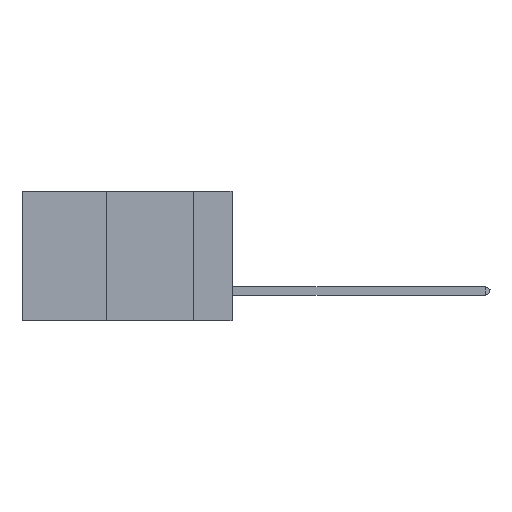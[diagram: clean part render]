
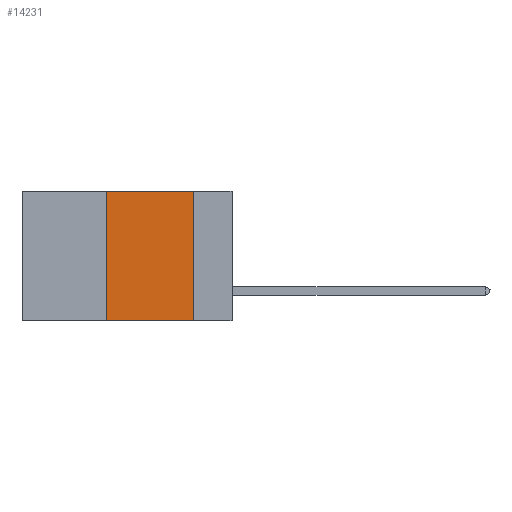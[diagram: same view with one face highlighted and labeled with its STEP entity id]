
A CAD part, left-side view. The second image highlights one B-rep face of the part: STEP entity #14231.
In plain terms, the highlighted planar face has unit normal (-1, 0, 0).
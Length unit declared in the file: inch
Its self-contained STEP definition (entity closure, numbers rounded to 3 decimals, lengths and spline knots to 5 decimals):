
#3427 = ORIENTED_EDGE ( 'NONE', *, *, #9197, .F. ) ;
#5134 = ORIENTED_EDGE ( 'NONE', *, *, #8973, .F. ) ;
#5462 = ORIENTED_EDGE ( 'NONE', *, *, #14443, .F. ) ;
#5774 = EDGE_CURVE ( 'NONE', #10860, #15578, #21796, .T. ) ;
#8935 = VERTEX_POINT ( 'NONE', #24266 ) ;
#8973 = EDGE_CURVE ( 'NONE', #8935, #20338, #27531, .T. ) ;
#9197 = EDGE_CURVE ( 'NONE', #10860, #8935, #19601, .T. ) ;
#9777 = VECTOR ( 'NONE', #14841, 39.37008 ) ;
#9807 = PLANE ( 'NONE',  #17441 ) ;
#10375 = VECTOR ( 'NONE', #17290, 39.37008 ) ;
#10860 = VERTEX_POINT ( 'NONE', #22183 ) ;
#11358 = CARTESIAN_POINT ( 'NONE',  ( 0., 0.11, -0.37 ) ) ;
#12136 = FACE_OUTER_BOUND ( 'NONE', #29066, .T. ) ;
#13073 = CARTESIAN_POINT ( 'NONE',  ( 0., 0.11, 0. ) ) ;
#14231 = ADVANCED_FACE ( 'NONE', ( #12136 ), #9807, .F. ) ;
#14443 = EDGE_CURVE ( 'NONE', #20338, #15578, #17288, .T. ) ;
#14798 = CARTESIAN_POINT ( 'NONE',  ( 0., 0.11, 0. ) ) ;
#14841 = DIRECTION ( 'NONE',  ( 0., -1., 0. ) ) ;
#15578 = VERTEX_POINT ( 'NONE', #11358 ) ;
#16050 = DIRECTION ( 'NONE',  ( 0., 0., -1. ) ) ;
#16310 = DIRECTION ( 'NONE',  ( 1., 0., 0. ) ) ;
#17288 = LINE ( 'NONE', #13073, #29297 ) ;
#17290 = DIRECTION ( 'NONE',  ( 0., -1., 0. ) ) ;
#17441 = AXIS2_PLACEMENT_3D ( 'NONE', #37335, #16310, #16050 ) ;
#18694 = CARTESIAN_POINT ( 'NONE',  ( 0., 0.6, -0.37 ) ) ;
#18948 = DIRECTION ( 'NONE',  ( 0., 0., 1. ) ) ;
#19204 = CARTESIAN_POINT ( 'NONE',  ( 0., 0.36, 0. ) ) ;
#19601 = LINE ( 'NONE', #19204, #28734 ) ;
#20338 = VERTEX_POINT ( 'NONE', #14798 ) ;
#21796 = LINE ( 'NONE', #18694, #10375 ) ;
#22183 = CARTESIAN_POINT ( 'NONE',  ( 0., 0.36, -0.37 ) ) ;
#24266 = CARTESIAN_POINT ( 'NONE',  ( 0., 0.36, 0. ) ) ;
#27531 = LINE ( 'NONE', #33157, #9777 ) ;
#28734 = VECTOR ( 'NONE', #18948, 39.37008 ) ;
#29066 = EDGE_LOOP ( 'NONE', ( #5462, #5134, #3427, #29999 ) ) ;
#29297 = VECTOR ( 'NONE', #31092, 39.37008 ) ;
#29999 = ORIENTED_EDGE ( 'NONE', *, *, #5774, .T. ) ;
#31092 = DIRECTION ( 'NONE',  ( 0., 0., -1. ) ) ;
#33157 = CARTESIAN_POINT ( 'NONE',  ( 0., 0.6, 0. ) ) ;
#37335 = CARTESIAN_POINT ( 'NONE',  ( 0., 0.6, 0. ) ) ;
